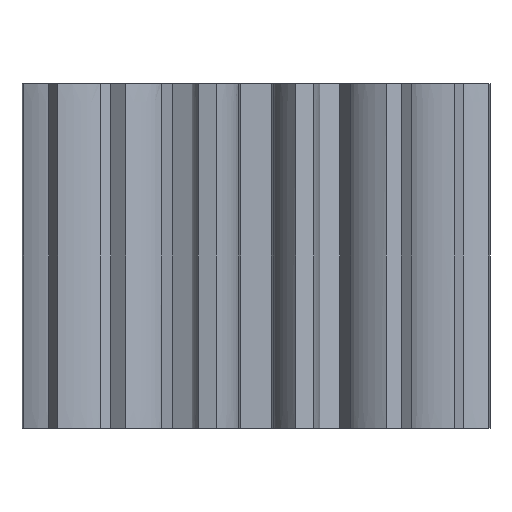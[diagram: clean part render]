
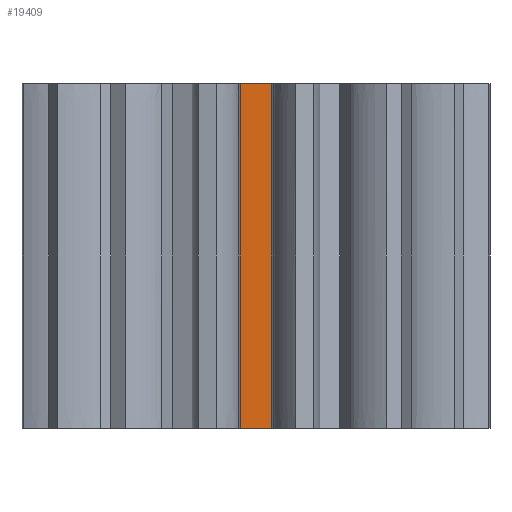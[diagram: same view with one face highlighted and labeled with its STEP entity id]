
A CAD part, left-side view. The second image highlights one B-rep face of the part: STEP entity #19409.
In plain terms, the highlighted face is a extrusion surface.
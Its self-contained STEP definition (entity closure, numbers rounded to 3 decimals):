
#93 = PLANE('',#94);
#94 = AXIS2_PLACEMENT_3D('',#95,#96,#97);
#95 = CARTESIAN_POINT('',(0.,0.,12.5));
#96 = DIRECTION('',(0.,0.,1.));
#97 = DIRECTION('',(1.,0.,0.));
#168 = PLANE('',#169);
#169 = AXIS2_PLACEMENT_3D('',#170,#171,#172);
#170 = CARTESIAN_POINT('',(0.,0.,0.));
#171 = DIRECTION('',(0.,0.,1.));
#172 = DIRECTION('',(1.,0.,0.));
#2463 = VERTEX_POINT('',#2464);
#2464 = CARTESIAN_POINT('',(-6.225,0.561,0.));
#2476 = SURFACE_OF_LINEAR_EXTRUSION('',#2477,#2480);
#2477 = B_SPLINE_CURVE_WITH_KNOTS('',1,(#2478,#2479),.UNSPECIFIED.,.F.,
  .F.,(2,2),(0.,0.798),.PIECEWISE_BEZIER_KNOTS.);
#2478 = CARTESIAN_POINT('',(-7.019,0.632,0.));
#2479 = CARTESIAN_POINT('',(-6.225,0.561,0.));
#2480 = VECTOR('',#2481,1.);
#2481 = DIRECTION('',(-0.,-0.,-1.));
#2489 = EDGE_CURVE('',#2463,#2490,#2492,.T.);
#2490 = VERTEX_POINT('',#2491);
#2491 = CARTESIAN_POINT('',(-6.225,-0.561,0.));
#2492 = SURFACE_CURVE('',#2493,(#2496,#2502),.PCURVE_S1.);
#2493 = B_SPLINE_CURVE_WITH_KNOTS('',1,(#2494,#2495),.UNSPECIFIED.,.F.,
  .F.,(2,2),(0.,1.121),.PIECEWISE_BEZIER_KNOTS.);
#2494 = CARTESIAN_POINT('',(-6.225,0.561,0.));
#2495 = CARTESIAN_POINT('',(-6.225,-0.561,0.));
#2496 = PCURVE('',#168,#2497);
#2497 = DEFINITIONAL_REPRESENTATION('',(#2498),#2501);
#2498 = B_SPLINE_CURVE_WITH_KNOTS('',1,(#2499,#2500),.UNSPECIFIED.,.F.,
  .F.,(2,2),(0.,1.121),.PIECEWISE_BEZIER_KNOTS.);
#2499 = CARTESIAN_POINT('',(-6.225,0.561));
#2500 = CARTESIAN_POINT('',(-6.225,-0.561));
#2501 = ( GEOMETRIC_REPRESENTATION_CONTEXT(2) 
PARAMETRIC_REPRESENTATION_CONTEXT() REPRESENTATION_CONTEXT('2D SPACE',''
  ) );
#2502 = PCURVE('',#2503,#2509);
#2503 = SURFACE_OF_LINEAR_EXTRUSION('',#2504,#2507);
#2504 = B_SPLINE_CURVE_WITH_KNOTS('',1,(#2505,#2506),.UNSPECIFIED.,.F.,
  .F.,(2,2),(0.,1.121),.PIECEWISE_BEZIER_KNOTS.);
#2505 = CARTESIAN_POINT('',(-6.225,0.561,0.));
#2506 = CARTESIAN_POINT('',(-6.225,-0.561,0.));
#2507 = VECTOR('',#2508,1.);
#2508 = DIRECTION('',(-0.,-0.,-1.));
#2509 = DEFINITIONAL_REPRESENTATION('',(#2510),#2514);
#2510 = LINE('',#2511,#2512);
#2511 = CARTESIAN_POINT('',(0.,0.));
#2512 = VECTOR('',#2513,1.);
#2513 = DIRECTION('',(1.,0.));
#2514 = ( GEOMETRIC_REPRESENTATION_CONTEXT(2) 
PARAMETRIC_REPRESENTATION_CONTEXT() REPRESENTATION_CONTEXT('2D SPACE',''
  ) );
#2530 = SURFACE_OF_LINEAR_EXTRUSION('',#2531,#2534);
#2531 = B_SPLINE_CURVE_WITH_KNOTS('',1,(#2532,#2533),.UNSPECIFIED.,.F.,
  .F.,(2,2),(0.,0.798),.PIECEWISE_BEZIER_KNOTS.);
#2532 = CARTESIAN_POINT('',(-6.225,-0.561,0.));
#2533 = CARTESIAN_POINT('',(-7.019,-0.632,0.));
#2534 = VECTOR('',#2535,1.);
#2535 = DIRECTION('',(-0.,-0.,-1.));
#5995 = VERTEX_POINT('',#5996);
#5996 = CARTESIAN_POINT('',(-6.225,0.561,12.5));
#6015 = EDGE_CURVE('',#5995,#6016,#6018,.T.);
#6016 = VERTEX_POINT('',#6017);
#6017 = CARTESIAN_POINT('',(-6.225,-0.561,12.5));
#6018 = SURFACE_CURVE('',#6019,(#6022,#6028),.PCURVE_S1.);
#6019 = B_SPLINE_CURVE_WITH_KNOTS('',1,(#6020,#6021),.UNSPECIFIED.,.F.,
  .F.,(2,2),(0.,1.121),.PIECEWISE_BEZIER_KNOTS.);
#6020 = CARTESIAN_POINT('',(-6.225,0.561,12.5));
#6021 = CARTESIAN_POINT('',(-6.225,-0.561,12.5));
#6022 = PCURVE('',#93,#6023);
#6023 = DEFINITIONAL_REPRESENTATION('',(#6024),#6027);
#6024 = B_SPLINE_CURVE_WITH_KNOTS('',1,(#6025,#6026),.UNSPECIFIED.,.F.,
  .F.,(2,2),(0.,1.121),.PIECEWISE_BEZIER_KNOTS.);
#6025 = CARTESIAN_POINT('',(-6.225,0.561));
#6026 = CARTESIAN_POINT('',(-6.225,-0.561));
#6027 = ( GEOMETRIC_REPRESENTATION_CONTEXT(2) 
PARAMETRIC_REPRESENTATION_CONTEXT() REPRESENTATION_CONTEXT('2D SPACE',''
  ) );
#6028 = PCURVE('',#2503,#6029);
#6029 = DEFINITIONAL_REPRESENTATION('',(#6030),#6034);
#6030 = LINE('',#6031,#6032);
#6031 = CARTESIAN_POINT('',(0.,-12.5));
#6032 = VECTOR('',#6033,1.);
#6033 = DIRECTION('',(1.,0.));
#6034 = ( GEOMETRIC_REPRESENTATION_CONTEXT(2) 
PARAMETRIC_REPRESENTATION_CONTEXT() REPRESENTATION_CONTEXT('2D SPACE',''
  ) );
#19359 = EDGE_CURVE('',#2490,#6016,#19360,.T.);
#19360 = SURFACE_CURVE('',#19361,(#19365,#19372),.PCURVE_S1.);
#19361 = LINE('',#19362,#19363);
#19362 = CARTESIAN_POINT('',(-6.225,-0.561,0.));
#19363 = VECTOR('',#19364,1.);
#19364 = DIRECTION('',(0.,0.,1.));
#19365 = PCURVE('',#2530,#19366);
#19366 = DEFINITIONAL_REPRESENTATION('',(#19367),#19371);
#19367 = LINE('',#19368,#19369);
#19368 = CARTESIAN_POINT('',(0.,0.));
#19369 = VECTOR('',#19370,1.);
#19370 = DIRECTION('',(0.,-1.));
#19371 = ( GEOMETRIC_REPRESENTATION_CONTEXT(2) 
PARAMETRIC_REPRESENTATION_CONTEXT() REPRESENTATION_CONTEXT('2D SPACE',''
  ) );
#19372 = PCURVE('',#2503,#19373);
#19373 = DEFINITIONAL_REPRESENTATION('',(#19374),#19378);
#19374 = LINE('',#19375,#19376);
#19375 = CARTESIAN_POINT('',(1.121,0.));
#19376 = VECTOR('',#19377,1.);
#19377 = DIRECTION('',(0.,-1.));
#19378 = ( GEOMETRIC_REPRESENTATION_CONTEXT(2) 
PARAMETRIC_REPRESENTATION_CONTEXT() REPRESENTATION_CONTEXT('2D SPACE',''
  ) );
#19388 = EDGE_CURVE('',#2463,#5995,#19389,.T.);
#19389 = SURFACE_CURVE('',#19390,(#19394,#19401),.PCURVE_S1.);
#19390 = LINE('',#19391,#19392);
#19391 = CARTESIAN_POINT('',(-6.225,0.561,0.));
#19392 = VECTOR('',#19393,1.);
#19393 = DIRECTION('',(0.,0.,1.));
#19394 = PCURVE('',#2476,#19395);
#19395 = DEFINITIONAL_REPRESENTATION('',(#19396),#19400);
#19396 = LINE('',#19397,#19398);
#19397 = CARTESIAN_POINT('',(0.798,0.));
#19398 = VECTOR('',#19399,1.);
#19399 = DIRECTION('',(0.,-1.));
#19400 = ( GEOMETRIC_REPRESENTATION_CONTEXT(2) 
PARAMETRIC_REPRESENTATION_CONTEXT() REPRESENTATION_CONTEXT('2D SPACE',''
  ) );
#19401 = PCURVE('',#2503,#19402);
#19402 = DEFINITIONAL_REPRESENTATION('',(#19403),#19407);
#19403 = LINE('',#19404,#19405);
#19404 = CARTESIAN_POINT('',(0.,0.));
#19405 = VECTOR('',#19406,1.);
#19406 = DIRECTION('',(0.,-1.));
#19407 = ( GEOMETRIC_REPRESENTATION_CONTEXT(2) 
PARAMETRIC_REPRESENTATION_CONTEXT() REPRESENTATION_CONTEXT('2D SPACE',''
  ) );
#19409 = ADVANCED_FACE('',(#19410),#2503,.F.);
#19410 = FACE_BOUND('',#19411,.F.);
#19411 = EDGE_LOOP('',(#19412,#19413,#19414,#19415));
#19412 = ORIENTED_EDGE('',*,*,#19388,.T.);
#19413 = ORIENTED_EDGE('',*,*,#6015,.T.);
#19414 = ORIENTED_EDGE('',*,*,#19359,.F.);
#19415 = ORIENTED_EDGE('',*,*,#2489,.F.);
